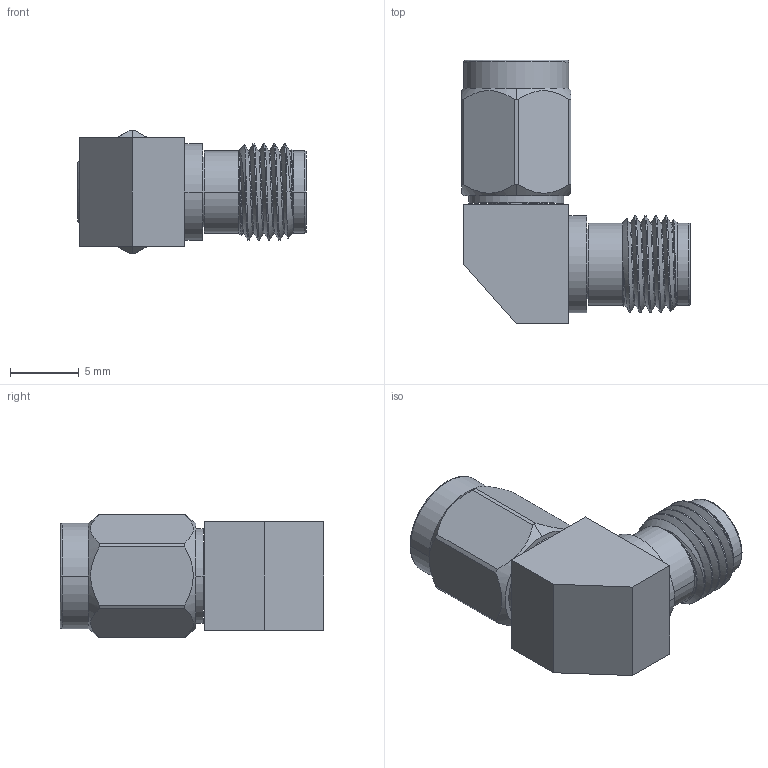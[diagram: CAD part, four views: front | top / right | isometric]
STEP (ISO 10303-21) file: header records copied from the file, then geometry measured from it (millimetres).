
FILE_DESCRIPTION (( 'STEP AP214' ), '1' );
FILE_NAME ('SM3841_3D.step', '2025-09-11T21:03:25', ( '' ), ( '' ), 'SwSTEP 2.0', 'SolidWorks 2022', '' );
FILE_SCHEMA (( 'AUTOMOTIVE_DESIGN' ));
Length unit declared in the file: inch
Products named in the file (1): SM3841_3D
Bounding box: 16.62 x 19.14 x 8.99 mm (x, y, z)
Volume: 1118.4 mm3; surface area: 1173.2 mm2
Topology: 1 solids, 1 shells, 131 faces, 331 edges, 218 vertices
Faces by surface type: cylinder 55, plane 45, cone 19, torus 6, bspline 6
Entity records: 6795 total; most frequent: CARTESIAN_POINT 3691, ORIENTED_EDGE 662, DIRECTION 631, EDGE_CURVE 331, AXIS2_PLACEMENT_3D 255, VERTEX_POINT 218, EDGE_LOOP 147, ADVANCED_FACE 131
